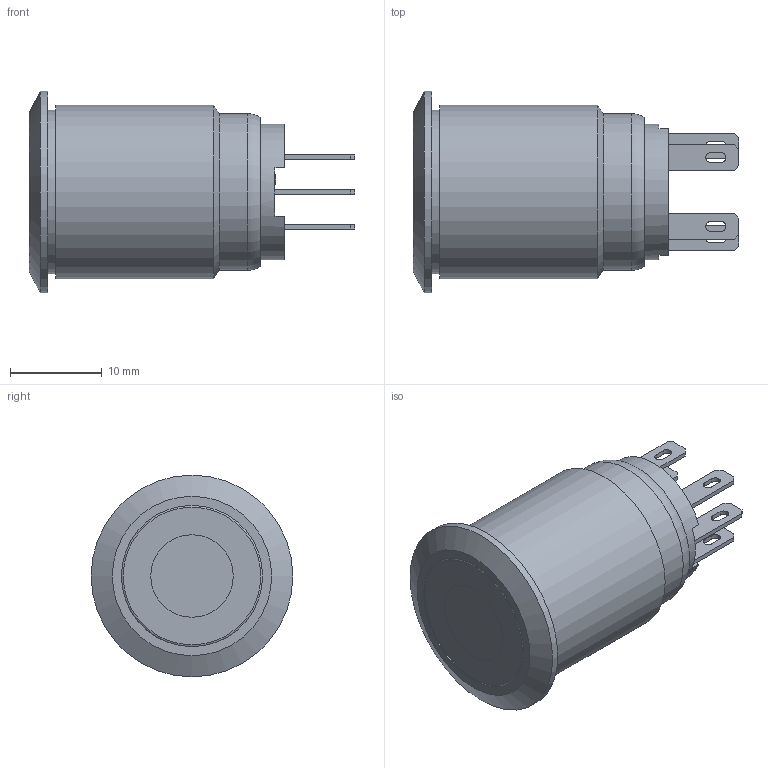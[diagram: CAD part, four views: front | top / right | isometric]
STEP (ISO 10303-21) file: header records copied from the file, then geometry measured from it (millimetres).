
FILE_DESCRIPTION(/* description */ (''),/* implementation_level */ '2;1');
FILE_NAME(/* name */ 'PV4F2Y0xx-2xx.stp',/* time_stamp */ '2026-01-15T10:16:35-06:00',/* author */ ('mroman'),/* organization */ (''),/* preprocessor_version */ 'ST-DEVELOPER v18.1',/* originating_system */ 'Autodesk Inventor 2022',/* authorisation */ '');
FILE_SCHEMA (('AUTOMOTIVE_DESIGN { 1 0 10303 214 3 1 1 }'));
Length unit declared in the file: inch
Products named in the file (1): PV4F2Y0xx-2xx
Bounding box: 35.5 x 22 x 22 mm (x, y, z)
Volume: 4416.2 mm3; surface area: 4418.9 mm2
Topology: 1 solids, 3 shells, 215 faces, 551 edges, 367 vertices
Faces by surface type: plane 155, bspline 31, cylinder 25, cone 2, torus 2
Full cylindrical faces by diameter (mm): 9 x1, 14.7 x1, 14.8 x1, 15.4 x2, 15.6 x2, 17.1 x1, 17.8 x1, 18.9 x1, 22 x1
Entity records: 6794 total; most frequent: CARTESIAN_POINT 1632, ORIENTED_EDGE 1102, DIRECTION 922, EDGE_CURVE 551, LINE 426, VECTOR 426, VERTEX_POINT 367, EDGE_LOOP 252
